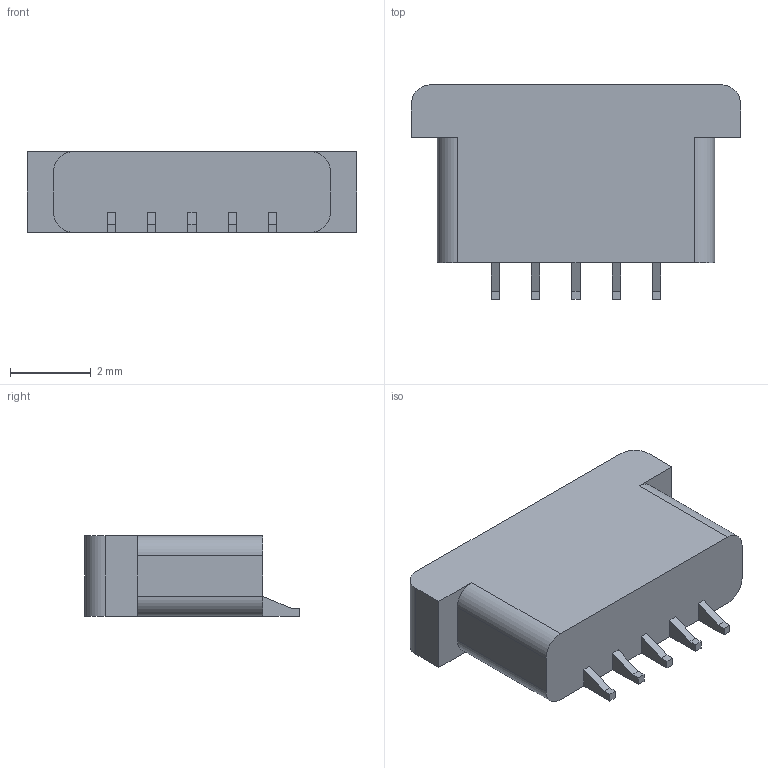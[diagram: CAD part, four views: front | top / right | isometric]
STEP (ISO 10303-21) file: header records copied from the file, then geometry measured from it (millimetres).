
FILE_DESCRIPTION(/* description */ (''),/* implementation_level */ '2;1');
FILE_NAME(/* name */ 'FPC_5P_0.5MM.step',/* time_stamp */ '2022-10-10T14:55:59+08:00',/* author */ (''),/* organization */ (''),/* preprocessor_version */ 'ST-DEVELOPER v19',/* originating_system */ 'Autodesk Translation Framework v11.7.0.108',/* authorisation */ '');
FILE_SCHEMA (('AUTOMOTIVE_DESIGN { 1 0 10303 214 3 1 1 }'));
Length unit declared in the file: millimetre
Products named in the file (1): FPC_5P_0.5MM
Bounding box: 8.15 x 5.3 x 2 mm (x, y, z)
Volume: 63.1 mm3; surface area: 114.5 mm2
Topology: 1 solids, 1 shells, 41 faces, 117 edges, 78 vertices
Faces by surface type: plane 35, cylinder 6
Entity records: 1356 total; most frequent: CARTESIAN_POINT 237, ORIENTED_EDGE 234, DIRECTION 213, EDGE_CURVE 117, LINE 105, VECTOR 105, VERTEX_POINT 78, AXIS2_PLACEMENT_3D 54
